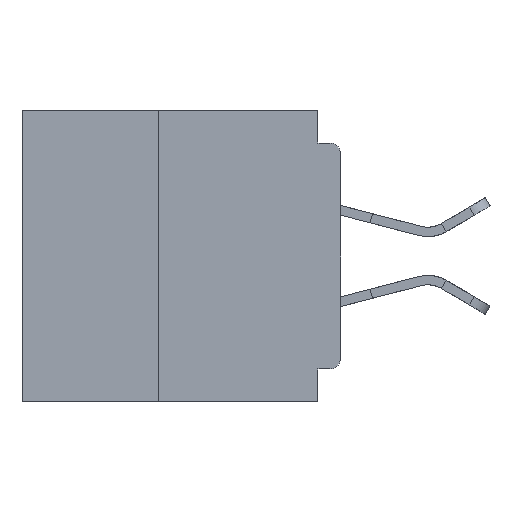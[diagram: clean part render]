
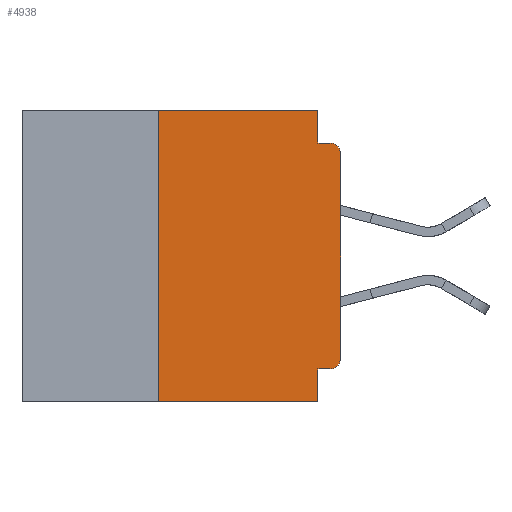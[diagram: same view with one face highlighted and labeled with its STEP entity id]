
A CAD part, left-side view. The second image highlights one B-rep face of the part: STEP entity #4938.
In plain terms, the highlighted planar face has unit normal (-1, 0, 0).
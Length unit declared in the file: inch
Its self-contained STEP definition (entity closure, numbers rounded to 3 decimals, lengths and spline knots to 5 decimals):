
#64 = CARTESIAN_POINT ( 'NONE',  ( 0., 0.015, -0.06 ) ) ;
#238 = ORIENTED_EDGE ( 'NONE', *, *, #37171, .F. ) ;
#294 = DIRECTION ( 'NONE',  ( -1., 0., 0. ) ) ;
#1053 = VERTEX_POINT ( 'NONE', #14068 ) ;
#1206 = ORIENTED_EDGE ( 'NONE', *, *, #28812, .F. ) ;
#1210 = EDGE_CURVE ( 'NONE', #13124, #12826, #17423, .T. ) ;
#1316 = ORIENTED_EDGE ( 'NONE', *, *, #9814, .T. ) ;
#1715 = LINE ( 'NONE', #9188, #33310 ) ;
#1767 = DIRECTION ( 'NONE',  ( 0., 0., -1. ) ) ;
#2331 = CARTESIAN_POINT ( 'NONE',  ( 0., 0., -0.06 ) ) ;
#3146 = DIRECTION ( 'NONE',  ( 0., 0., -1. ) ) ;
#3288 = ORIENTED_EDGE ( 'NONE', *, *, #26657, .T. ) ;
#3523 = LINE ( 'NONE', #16023, #5467 ) ;
#4938 = ADVANCED_FACE ( 'NONE', ( #18915 ), #17073, .F. ) ;
#5119 = CARTESIAN_POINT ( 'NONE',  ( 0., 0.031, 0. ) ) ;
#5467 = VECTOR ( 'NONE', #37370, 39.37008 ) ;
#6183 = EDGE_CURVE ( 'NONE', #16277, #6873, #22692, .T. ) ;
#6325 = VECTOR ( 'NONE', #30251, 39.37008 ) ;
#6873 = VERTEX_POINT ( 'NONE', #27120 ) ;
#7327 = EDGE_LOOP ( 'NONE', ( #33891, #3288, #24551, #1206, #36788, #16552, #1316, #238, #28031, #30819 ) ) ;
#9188 = CARTESIAN_POINT ( 'NONE',  ( 0., 0.437, -0.4 ) ) ;
#9327 = DIRECTION ( 'NONE',  ( 0., -1., 0. ) ) ;
#9460 = DIRECTION ( 'NONE',  ( 0., -1., 0. ) ) ;
#9814 = EDGE_CURVE ( 'NONE', #1053, #36111, #1715, .T. ) ;
#10360 = CARTESIAN_POINT ( 'NONE',  ( 0., 0., 0. ) ) ;
#10650 = AXIS2_PLACEMENT_3D ( 'NONE', #64, #21588, #3146 ) ;
#11871 = CARTESIAN_POINT ( 'NONE',  ( 0., 0.437, 0. ) ) ;
#12182 = CARTESIAN_POINT ( 'NONE',  ( 0., 0.031, -0.045 ) ) ;
#12489 = DIRECTION ( 'NONE',  ( 0., 0., 1. ) ) ;
#12760 = CARTESIAN_POINT ( 'NONE',  ( 0., 0.031, -0.4 ) ) ;
#12826 = VERTEX_POINT ( 'NONE', #31055 ) ;
#13124 = VERTEX_POINT ( 'NONE', #38429 ) ;
#13399 = DIRECTION ( 'NONE',  ( 0., 0., 1. ) ) ;
#14068 = CARTESIAN_POINT ( 'NONE',  ( 0., 0.25, -0.4 ) ) ;
#14662 = LINE ( 'NONE', #10360, #38990 ) ;
#16023 = CARTESIAN_POINT ( 'NONE',  ( 0., 0.031, -0.4 ) ) ;
#16277 = VERTEX_POINT ( 'NONE', #27151 ) ;
#16552 = ORIENTED_EDGE ( 'NONE', *, *, #19362, .F. ) ;
#17073 = PLANE ( 'NONE',  #29700 ) ;
#17350 = VERTEX_POINT ( 'NONE', #2331 ) ;
#17423 = LINE ( 'NONE', #38563, #37903 ) ;
#18695 = CARTESIAN_POINT ( 'NONE',  ( 0., 0.015, -0.34 ) ) ;
#18915 = FACE_OUTER_BOUND ( 'NONE', #7327, .T. ) ;
#19362 = EDGE_CURVE ( 'NONE', #1053, #16277, #32490, .T. ) ;
#19987 = LINE ( 'NONE', #5119, #28078 ) ;
#20199 = DIRECTION ( 'NONE',  ( 1., 0., 0. ) ) ;
#20969 = LINE ( 'NONE', #33893, #29039 ) ;
#21088 = EDGE_CURVE ( 'NONE', #29030, #24885, #20969, .T. ) ;
#21588 = DIRECTION ( 'NONE',  ( -1., 0., 0. ) ) ;
#21812 = DIRECTION ( 'NONE',  ( 0., 0., -1. ) ) ;
#21820 = CARTESIAN_POINT ( 'NONE',  ( 0., 0.25, -0.4 ) ) ;
#22692 = LINE ( 'NONE', #11871, #6325 ) ;
#24551 = ORIENTED_EDGE ( 'NONE', *, *, #21088, .F. ) ;
#24885 = VERTEX_POINT ( 'NONE', #25220 ) ;
#25220 = CARTESIAN_POINT ( 'NONE',  ( 0., 0.015, -0.045 ) ) ;
#26572 = DIRECTION ( 'NONE',  ( 0., 0., -1. ) ) ;
#26657 = EDGE_CURVE ( 'NONE', #17350, #24885, #28171, .T. ) ;
#27120 = CARTESIAN_POINT ( 'NONE',  ( 0., 0.031, 0. ) ) ;
#27151 = CARTESIAN_POINT ( 'NONE',  ( 0., 0.25, 0. ) ) ;
#28031 = ORIENTED_EDGE ( 'NONE', *, *, #1210, .F. ) ;
#28078 = VECTOR ( 'NONE', #26572, 39.37008 ) ;
#28171 = CIRCLE ( 'NONE', #10650, 0.015 ) ;
#28743 = EDGE_CURVE ( 'NONE', #33184, #17350, #14662, .T. ) ;
#28812 = EDGE_CURVE ( 'NONE', #6873, #29030, #19987, .T. ) ;
#29030 = VERTEX_POINT ( 'NONE', #12182 ) ;
#29039 = VECTOR ( 'NONE', #9460, 39.37008 ) ;
#29700 = AXIS2_PLACEMENT_3D ( 'NONE', #38377, #20199, #1767 ) ;
#30251 = DIRECTION ( 'NONE',  ( 0., -1., 0. ) ) ;
#30372 = CIRCLE ( 'NONE', #31252, 0.015 ) ;
#30819 = ORIENTED_EDGE ( 'NONE', *, *, #37807, .T. ) ;
#31055 = CARTESIAN_POINT ( 'NONE',  ( 0., 0.031, -0.355 ) ) ;
#31252 = AXIS2_PLACEMENT_3D ( 'NONE', #18695, #294, #21812 ) ;
#31745 = CARTESIAN_POINT ( 'NONE',  ( 0., 0., -0.34 ) ) ;
#32490 = LINE ( 'NONE', #21820, #39555 ) ;
#33184 = VERTEX_POINT ( 'NONE', #31745 ) ;
#33310 = VECTOR ( 'NONE', #9327, 39.37008 ) ;
#33891 = ORIENTED_EDGE ( 'NONE', *, *, #28743, .T. ) ;
#33893 = CARTESIAN_POINT ( 'NONE',  ( 0., 0., -0.045 ) ) ;
#36111 = VERTEX_POINT ( 'NONE', #12760 ) ;
#36788 = ORIENTED_EDGE ( 'NONE', *, *, #6183, .F. ) ;
#37171 = EDGE_CURVE ( 'NONE', #12826, #36111, #3523, .T. ) ;
#37370 = DIRECTION ( 'NONE',  ( 0., 0., -1. ) ) ;
#37807 = EDGE_CURVE ( 'NONE', #13124, #33184, #30372, .T. ) ;
#37903 = VECTOR ( 'NONE', #38401, 39.37008 ) ;
#38377 = CARTESIAN_POINT ( 'NONE',  ( 0., 0.437, 0. ) ) ;
#38401 = DIRECTION ( 'NONE',  ( 0., 1., 0. ) ) ;
#38429 = CARTESIAN_POINT ( 'NONE',  ( 0., 0.015, -0.355 ) ) ;
#38563 = CARTESIAN_POINT ( 'NONE',  ( 0., 0., -0.355 ) ) ;
#38990 = VECTOR ( 'NONE', #13399, 39.37008 ) ;
#39555 = VECTOR ( 'NONE', #12489, 39.37008 ) ;
